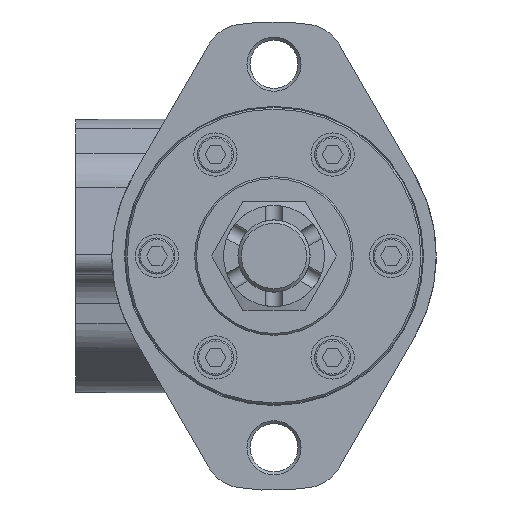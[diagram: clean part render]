
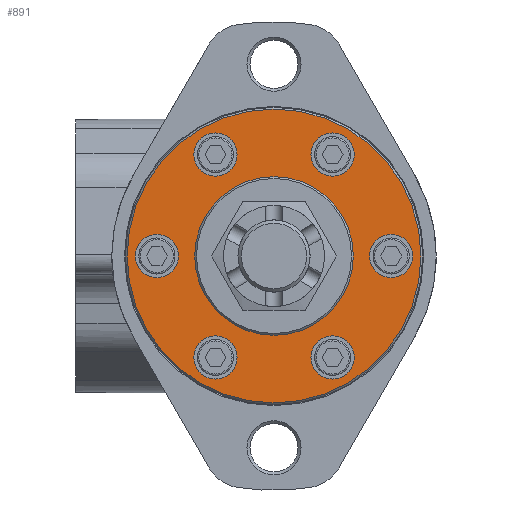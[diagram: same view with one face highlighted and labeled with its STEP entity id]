
A CAD part, left-side view. The second image highlights one B-rep face of the part: STEP entity #891.
In plain terms, the highlighted planar face has unit normal (-1, 0, 0).
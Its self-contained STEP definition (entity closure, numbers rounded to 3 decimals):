
#891 = ADVANCED_FACE( '', ( #2022, #2023, #2024, #2025, #2026, #2027, #2028, #2029 ), #2030, .F. );
#2022 = FACE_OUTER_BOUND( '', #3494, .T. );
#2023 = FACE_BOUND( '', #3495, .T. );
#2024 = FACE_BOUND( '', #3496, .T. );
#2025 = FACE_BOUND( '', #3497, .T. );
#2026 = FACE_BOUND( '', #3498, .T. );
#2027 = FACE_BOUND( '', #3499, .T. );
#2028 = FACE_BOUND( '', #3500, .T. );
#2029 = FACE_BOUND( '', #3501, .T. );
#2030 = PLANE( '', #3502 );
#3494 = EDGE_LOOP( '', ( #5694 ) );
#3495 = EDGE_LOOP( '', ( #5695 ) );
#3496 = EDGE_LOOP( '', ( #5696 ) );
#3497 = EDGE_LOOP( '', ( #5697 ) );
#3498 = EDGE_LOOP( '', ( #5698 ) );
#3499 = EDGE_LOOP( '', ( #5699 ) );
#3500 = EDGE_LOOP( '', ( #5700 ) );
#3501 = EDGE_LOOP( '', ( #5701 ) );
#3502 = AXIS2_PLACEMENT_3D( '', #5702, #5703, #5704 );
#5694 = ORIENTED_EDGE( '', *, *, #8075, .F. );
#5695 = ORIENTED_EDGE( '', *, *, #8198, .F. );
#5696 = ORIENTED_EDGE( '', *, *, #8456, .T. );
#5697 = ORIENTED_EDGE( '', *, *, #8006, .T. );
#5698 = ORIENTED_EDGE( '', *, *, #8371, .T. );
#5699 = ORIENTED_EDGE( '', *, *, #8644, .T. );
#5700 = ORIENTED_EDGE( '', *, *, #8645, .T. );
#5701 = ORIENTED_EDGE( '', *, *, #8646, .T. );
#5702 = CARTESIAN_POINT( '', ( 0., 0., 0. ) );
#5703 = DIRECTION( '', ( 1., 0., 0. ) );
#5704 = DIRECTION( '', ( 0., 0., -1. ) );
#8006 = EDGE_CURVE( '', #9374, #9374, #9375, .T. );
#8075 = EDGE_CURVE( '', #9494, #9494, #9495, .T. );
#8198 = EDGE_CURVE( '', #9698, #9698, #9699, .F. );
#8371 = EDGE_CURVE( '', #9983, #9983, #9984, .T. );
#8456 = EDGE_CURVE( '', #10123, #10123, #10124, .T. );
#8644 = EDGE_CURVE( '', #10409, #10409, #10410, .T. );
#8645 = EDGE_CURVE( '', #10411, #10411, #10412, .T. );
#8646 = EDGE_CURVE( '', #10413, #10413, #10414, .T. );
#9374 = VERTEX_POINT( '', #11377 );
#9375 = CIRCLE( '', #11378, 6. );
#9494 = VERTEX_POINT( '', #11599 );
#9495 = CIRCLE( '', #11600, 40.75 );
#9698 = VERTEX_POINT( '', #12124 );
#9699 = CIRCLE( '', #12125, 6. );
#9983 = VERTEX_POINT( '', #12743 );
#9984 = CIRCLE( '', #12744, 6. );
#10123 = VERTEX_POINT( '', #13189 );
#10124 = CIRCLE( '', #13190, 6. );
#10409 = VERTEX_POINT( '', #13719 );
#10410 = CIRCLE( '', #13720, 6. );
#10411 = VERTEX_POINT( '', #13721 );
#10412 = CIRCLE( '', #13722, 6. );
#10413 = VERTEX_POINT( '', #13723 );
#10414 = CIRCLE( '', #13724, 18. );
#11377 = CARTESIAN_POINT( '', ( 0., -16.25, -34.146 ) );
#11378 = AXIS2_PLACEMENT_3D( '', #15395, #15396, #15397 );
#11599 = CARTESIAN_POINT( '', ( 0., 0., -40.75 ) );
#11600 = AXIS2_PLACEMENT_3D( '', #15472, #15473, #15474 );
#12124 = CARTESIAN_POINT( '', ( 0., 32.5, -6. ) );
#12125 = AXIS2_PLACEMENT_3D( '', #15601, #15602, #15603 );
#12743 = CARTESIAN_POINT( '', ( 0., -32.5, -6. ) );
#12744 = AXIS2_PLACEMENT_3D( '', #15817, #15818, #15819 );
#13189 = CARTESIAN_POINT( '', ( 0., 16.25, -34.146 ) );
#13190 = AXIS2_PLACEMENT_3D( '', #15915, #15916, #15917 );
#13719 = CARTESIAN_POINT( '', ( 0., -16.25, 22.146 ) );
#13720 = AXIS2_PLACEMENT_3D( '', #16112, #16113, #16114 );
#13721 = CARTESIAN_POINT( '', ( 0., 16.25, 22.146 ) );
#13722 = AXIS2_PLACEMENT_3D( '', #16115, #16116, #16117 );
#13723 = CARTESIAN_POINT( '', ( 0., 0., -18. ) );
#13724 = AXIS2_PLACEMENT_3D( '', #16118, #16119, #16120 );
#15395 = CARTESIAN_POINT( '', ( 0., -16.25, -28.146 ) );
#15396 = DIRECTION( '', ( 1., 0., 0. ) );
#15397 = DIRECTION( '', ( 0., 0., -1. ) );
#15472 = CARTESIAN_POINT( '', ( 0., 0., 0. ) );
#15473 = DIRECTION( '', ( 1., 0., 0. ) );
#15474 = DIRECTION( '', ( 0., 0., -1. ) );
#15601 = CARTESIAN_POINT( '', ( 0., 32.5, 0. ) );
#15602 = DIRECTION( '', ( 1., 0., 0. ) );
#15603 = DIRECTION( '', ( 0., 0., -1. ) );
#15817 = CARTESIAN_POINT( '', ( 0., -32.5, 0. ) );
#15818 = DIRECTION( '', ( 1., 0., 0. ) );
#15819 = DIRECTION( '', ( 0., 0., -1. ) );
#15915 = CARTESIAN_POINT( '', ( 0., 16.25, -28.146 ) );
#15916 = DIRECTION( '', ( 1., 0., 0. ) );
#15917 = DIRECTION( '', ( 0., 0., -1. ) );
#16112 = CARTESIAN_POINT( '', ( 0., -16.25, 28.146 ) );
#16113 = DIRECTION( '', ( 1., 0., 0. ) );
#16114 = DIRECTION( '', ( 0., 0., -1. ) );
#16115 = CARTESIAN_POINT( '', ( 0., 16.25, 28.146 ) );
#16116 = DIRECTION( '', ( 1., 0., 0. ) );
#16117 = DIRECTION( '', ( 0., 0., -1. ) );
#16118 = CARTESIAN_POINT( '', ( 0., 0., 0. ) );
#16119 = DIRECTION( '', ( 1., 0., 0. ) );
#16120 = DIRECTION( '', ( 0., 0., -1. ) );
